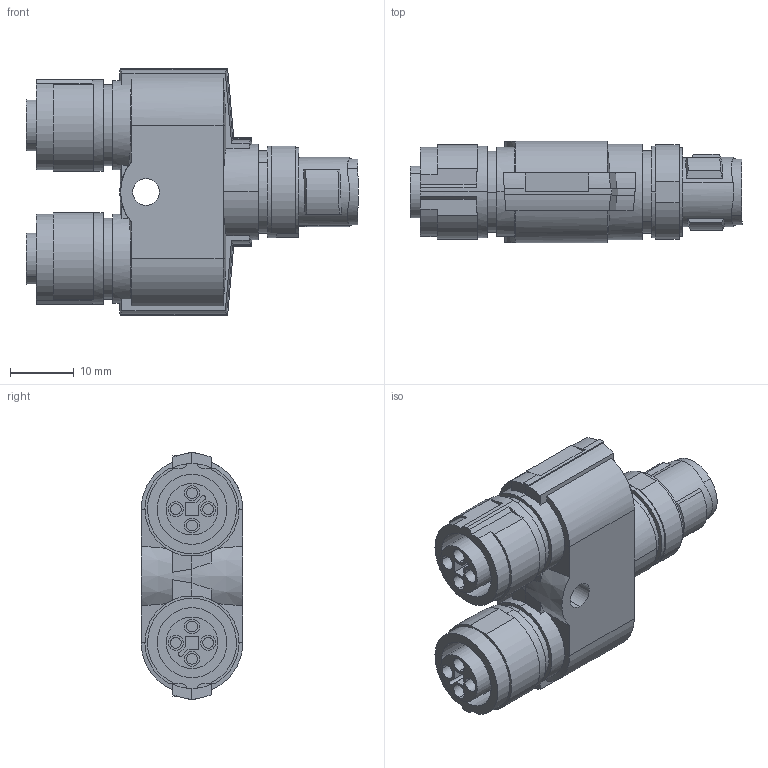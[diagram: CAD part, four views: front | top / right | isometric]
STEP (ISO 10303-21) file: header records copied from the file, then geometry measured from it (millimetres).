
FILE_DESCRIPTION(('SolidDesigner STEP Export'),'2;1');
FILE_NAME('1410632_SAC_4PY_MT_2XFT_VP-select.stp','2014-03-04T14:03:00',(''),(''),'Creo Elements/Direct Modeling STEP processor for AP214 (Solid Model)','Creo Elements/Direct Modeling 18.1B 29-Sep-2012 (C) Parametric Technology GmbH','');
FILE_SCHEMA(('AUTOMOTIVE_DESIGN { 1 0 10303 214 1 1 1 1 }'));
Length unit declared in the file: millimetre
Products named in the file (1): 1410632_SAC_4PY_MT_2XFT_VP-select
Bounding box: 52.25 x 16 x 39 mm (x, y, z)
Volume: 14699.3 mm3; surface area: 7055.9 mm2
Topology: 1 solids, 1 shells, 310 faces, 771 edges, 506 vertices
Faces by surface type: plane 159, cylinder 117, cone 28, bspline 6
Entity records: 15518 total; most frequent: CARTESIAN_POINT 5819, ORIENTED_EDGE 1542, DIRECTION 1387, EDGE_CURVE 771, VERTEX_POINT 506, AXIS2_PLACEMENT_3D 491, VECTOR 405, LINE 405
